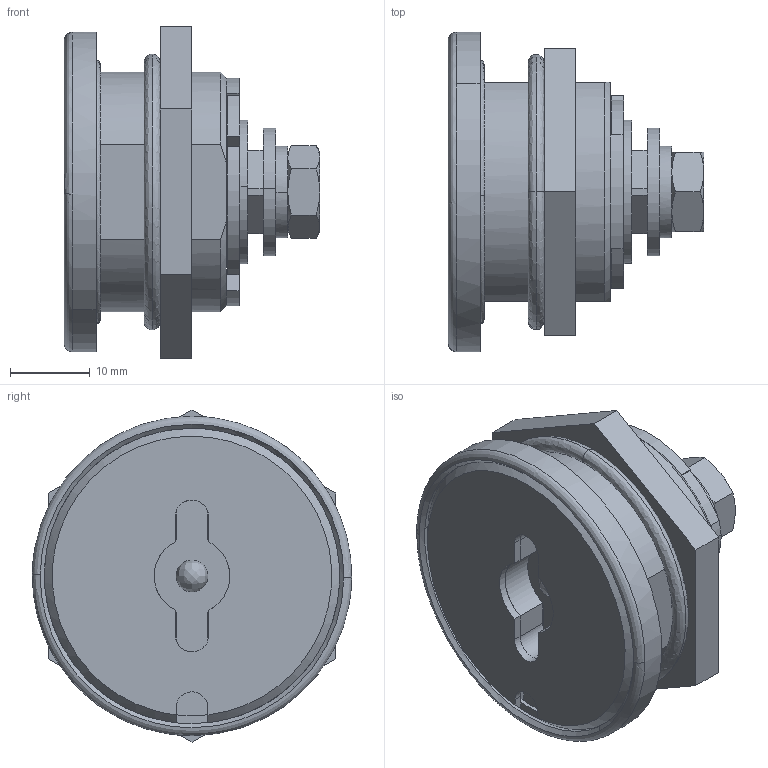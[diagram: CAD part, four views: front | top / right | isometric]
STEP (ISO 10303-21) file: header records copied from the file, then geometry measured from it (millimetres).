
FILE_DESCRIPTION((''),'2;1');
FILE_NAME('','2013-02-25T09:57:24',(''),(''),'','CADfix','');
FILE_SCHEMA(('AUTOMOTIVE_DESIGN { 1 0 10303 214 1 1 1 1 }'));
Length unit declared in the file: millimetre
Bounding box: 32 x 40 x 41.57 mm (x, y, z)
Volume: 17029.9 mm3; surface area: 14251.4 mm2
Topology: 8 solids, 8 shells, 197 faces, 546 edges, 374 vertices
Faces by surface type: bspline 197
Entity records: 7662 total; most frequent: CARTESIAN_POINT 4428, ORIENTED_EDGE 1092, EDGE_CURVE 546, VERTEX_POINT 374, QUASI_UNIFORM_CURVE 288, EDGE_LOOP 218, FACE_OUTER_BOUND 197, ADVANCED_FACE 197
